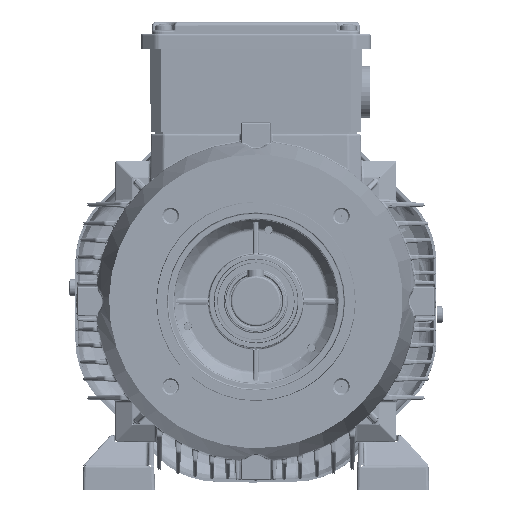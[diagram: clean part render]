
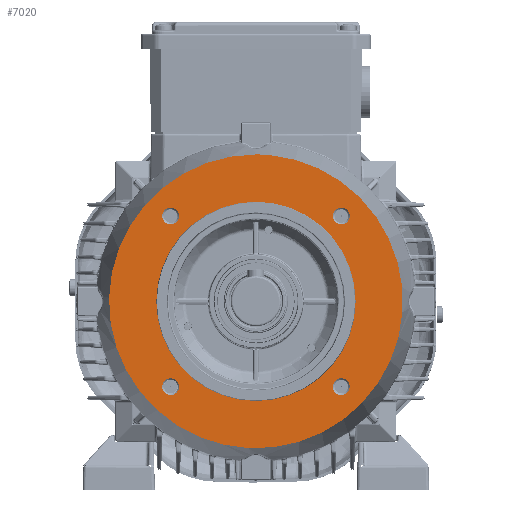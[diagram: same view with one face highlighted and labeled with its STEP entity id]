
A CAD part, left-side view. The second image highlights one B-rep face of the part: STEP entity #7020.
In plain terms, the highlighted planar face has unit normal (-1, 0, 0).
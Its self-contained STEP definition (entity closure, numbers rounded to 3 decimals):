
#2822=PLANE('',#119602);
#5430=FACE_BOUND('',#22703,.T.);
#5431=FACE_BOUND('',#22704,.T.);
#5432=FACE_BOUND('',#22705,.T.);
#5433=FACE_BOUND('',#22706,.T.);
#5434=FACE_BOUND('',#22707,.T.);
#5435=FACE_BOUND('',#22708,.T.);
#7020=ADVANCED_FACE('',(#5430,#5431,#5432,#5433,#5434,#5435),#2822,.T.);
#22703=EDGE_LOOP('',(#56145));
#22704=EDGE_LOOP('',(#56146));
#22705=EDGE_LOOP('',(#56147));
#22706=EDGE_LOOP('',(#56148));
#22707=EDGE_LOOP('',(#56149));
#22708=EDGE_LOOP('',(#56150));
#56145=ORIENTED_EDGE('',*,*,#98622,.F.);
#56146=ORIENTED_EDGE('',*,*,#98623,.F.);
#56147=ORIENTED_EDGE('',*,*,#98624,.T.);
#56148=ORIENTED_EDGE('',*,*,#98625,.T.);
#56149=ORIENTED_EDGE('',*,*,#98626,.T.);
#56150=ORIENTED_EDGE('',*,*,#98627,.T.);
#85001=VERTEX_POINT('',#168380);
#85002=VERTEX_POINT('',#168382);
#85003=VERTEX_POINT('',#168384);
#85004=VERTEX_POINT('',#168386);
#85005=VERTEX_POINT('',#168388);
#85006=VERTEX_POINT('',#168390);
#98622=EDGE_CURVE('',#85001,#85001,#115671,.T.);
#98623=EDGE_CURVE('',#85002,#85002,#115672,.T.);
#98624=EDGE_CURVE('',#85003,#85003,#115673,.T.);
#98625=EDGE_CURVE('',#85004,#85004,#115674,.T.);
#98626=EDGE_CURVE('',#85005,#85005,#115675,.T.);
#98627=EDGE_CURVE('',#85006,#85006,#115676,.T.);
#115671=CIRCLE('',#119596,47.5);
#115672=CIRCLE('',#119597,70.022);
#115673=CIRCLE('',#119598,4.);
#115674=CIRCLE('',#119599,4.);
#115675=CIRCLE('',#119600,4.);
#115676=CIRCLE('',#119601,4.);
#119596=AXIS2_PLACEMENT_3D('',#168379,#131609,#131610);
#119597=AXIS2_PLACEMENT_3D('',#168381,#131611,#131612);
#119598=AXIS2_PLACEMENT_3D('',#168383,#131613,#131614);
#119599=AXIS2_PLACEMENT_3D('',#168385,#131615,#131616);
#119600=AXIS2_PLACEMENT_3D('',#168387,#131617,#131618);
#119601=AXIS2_PLACEMENT_3D('',#168389,#131619,#131620);
#119602=AXIS2_PLACEMENT_3D('',#168391,#131621,#131622);
#131609=DIRECTION('',(-1.,0.,0.));
#131610=DIRECTION('',(0.,0.,-1.));
#131611=DIRECTION('',(1.,0.,0.));
#131612=DIRECTION('',(0.,0.,1.));
#131613=DIRECTION('',(1.,0.,0.));
#131614=DIRECTION('',(0.,0.,1.));
#131615=DIRECTION('',(1.,0.,0.));
#131616=DIRECTION('',(0.,0.,1.));
#131617=DIRECTION('',(1.,0.,0.));
#131618=DIRECTION('',(0.,0.,1.));
#131619=DIRECTION('',(1.,0.,0.));
#131620=DIRECTION('',(0.,0.,1.));
#131621=DIRECTION('',(-1.,0.,0.));
#131622=DIRECTION('',(0.,0.,1.));
#168379=CARTESIAN_POINT('',(-27.,-0.031,-0.092));
#168380=CARTESIAN_POINT('',(-27.,-0.031,-47.592));
#168381=CARTESIAN_POINT('',(-27.,-0.031,-0.092));
#168382=CARTESIAN_POINT('',(-27.,-0.031,69.931));
#168383=CARTESIAN_POINT('',(-27.,40.628,-40.757));
#168384=CARTESIAN_POINT('',(-27.,40.628,-36.757));
#168385=CARTESIAN_POINT('',(-27.,40.634,40.568));
#168386=CARTESIAN_POINT('',(-27.,40.634,44.568));
#168387=CARTESIAN_POINT('',(-27.,-40.691,40.574));
#168388=CARTESIAN_POINT('',(-27.,-40.691,44.574));
#168389=CARTESIAN_POINT('',(-27.,-40.697,-40.751));
#168390=CARTESIAN_POINT('',(-27.,-40.697,-36.751));
#168391=CARTESIAN_POINT('',(-27.,-0.031,-0.092));
